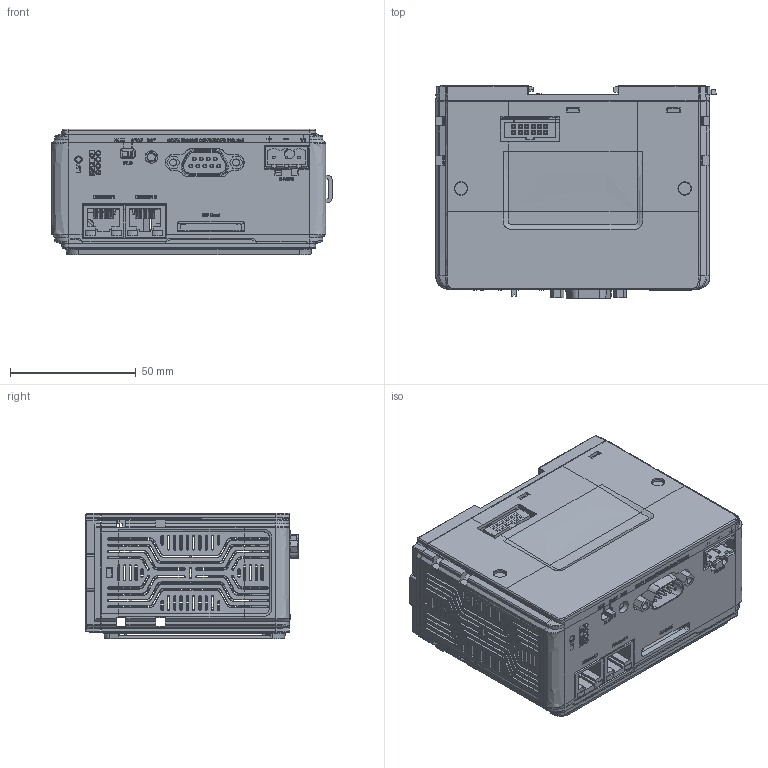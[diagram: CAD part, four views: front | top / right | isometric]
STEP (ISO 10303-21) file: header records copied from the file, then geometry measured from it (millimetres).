
FILE_DESCRIPTION (( 'STEP AP214' ), '1' );
FILE_NAME ('cMT-CTRL01_221006.STEP', '2022-11-07T09:12:02', ( '' ), ( '' ), 'SwSTEP 2.0', 'SolidWorks 2019', '' );
FILE_SCHEMA (( 'AUTOMOTIVE_DESIGN' ));
Length unit declared in the file: millimetre
Products named in the file (1): cMT-CTRL01_221006
Bounding box: 111.48 x 84.42 x 50 mm (x, y, z)
Surface area: 103201.9 mm2 (no closed solid volume)
Topology: 0 solids, 63 shells, 2152 faces, 9244 edges, 6959 vertices
Faces by surface type: plane 1391, cone 393, cylinder 235, bspline 85, torus 35, sphere 13
Full cylindrical faces by diameter (mm): 0.152 x1, 0.5 x16, 1 x12, 2.8 x2, 4 x1, 5.5 x4
Entity records: 131505 total; most frequent: CARTESIAN_POINT 37855, ORIENTED_EDGE 14971, DIRECTION 11973, EDGE_CURVE 9103, VERTEX_POINT 6904, VECTOR 5781, LINE 5781, AXIS2_PLACEMENT_3D 3096
